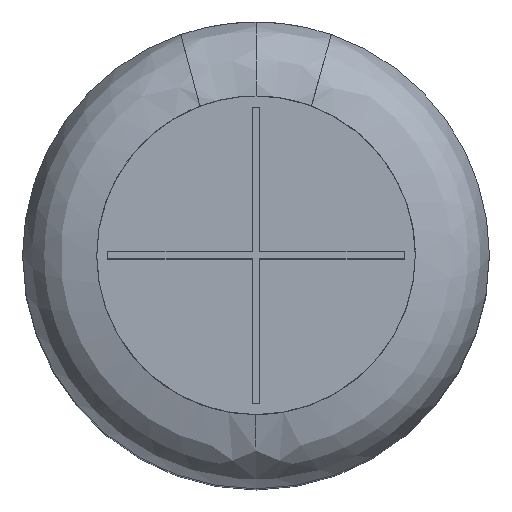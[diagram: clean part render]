
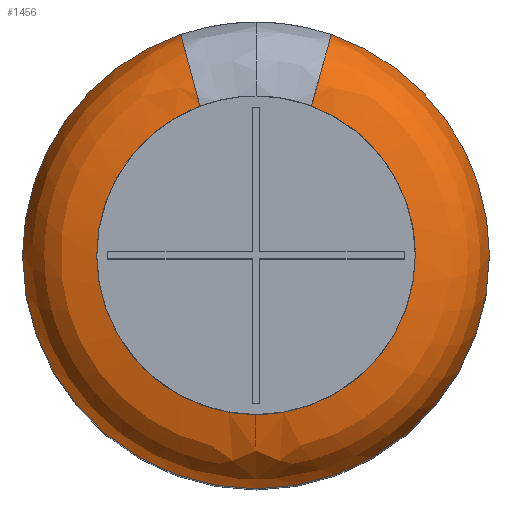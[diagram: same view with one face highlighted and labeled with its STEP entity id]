
A CAD part, top view. The second image highlights one B-rep face of the part: STEP entity #1456.
In plain terms, the highlighted free-form (B-spline) face has degree [3, 3] with [4, 7] control points.
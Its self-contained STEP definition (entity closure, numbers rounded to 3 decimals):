
#684 = VERTEX_POINT ( 'NONE', #3744 ) ;
#685 = EDGE_CURVE ( 'NONE', #684, #1068, #3738, .T. ) ;
#1056 = VERTEX_POINT ( 'NONE', #5193 ) ;
#1068 = VERTEX_POINT ( 'NONE', #5166 ) ;
#1102 = VERTEX_POINT ( 'NONE', #5282 ) ;
#1103 = EDGE_CURVE ( 'NONE', #1232, #1102, #5284, .T. ) ;
#1106 = EDGE_CURVE ( 'NONE', #1102, #1068, #5358, .T. ) ;
#1192 = EDGE_CURVE ( 'NONE', #1233, #1232, #5615, .T. ) ;
#1217 = EDGE_CURVE ( 'NONE', #1218, #684, #5789, .T. ) ;
#1218 = VERTEX_POINT ( 'NONE', #5779 ) ;
#1232 = VERTEX_POINT ( 'NONE', #5836 ) ;
#1233 = VERTEX_POINT ( 'NONE', #5855 ) ;
#1424 = ORIENTED_EDGE ( 'NONE', *, *, #1106, .T. ) ;
#1429 = ORIENTED_EDGE ( 'NONE', *, *, #1192, .T. ) ;
#1431 = EDGE_CURVE ( 'NONE', #1056, #1233, #6303, .T. ) ;
#1434 = ORIENTED_EDGE ( 'NONE', *, *, #1103, .T. ) ;
#1435 = ORIENTED_EDGE ( 'NONE', *, *, #1461, .F. ) ;
#1443 = EDGE_LOOP ( 'NONE', ( #1424, #1460, #1458, #1435, #1459, #1429, #1434 ) ) ;
#1456 = ADVANCED_FACE ( 'NONE', ( #6423 ), #6395, .T. ) ;
#1458 = ORIENTED_EDGE ( 'NONE', *, *, #1217, .F. ) ;
#1459 = ORIENTED_EDGE ( 'NONE', *, *, #1431, .T. ) ;
#1460 = ORIENTED_EDGE ( 'NONE', *, *, #685, .F. ) ;
#1461 = EDGE_CURVE ( 'NONE', #1056, #1218, #6490, .T. ) ;
#3715 = DIRECTION ( 'NONE',  ( 1., 0., 0. ) ) ;
#3716 = DIRECTION ( 'NONE',  ( 0., 0., -1. ) ) ;
#3717 = AXIS2_PLACEMENT_3D ( 'NONE', #3737, #3716, #3715 ) ;
#3737 = CARTESIAN_POINT ( 'NONE',  ( -102.183, -58.002, 4.5 ) ) ;
#3738 = CIRCLE ( 'NONE', #3717, 3.15 ) ;
#3744 = CARTESIAN_POINT ( 'NONE',  ( -105.333, -58.002, 4.5 ) ) ;
#5166 = CARTESIAN_POINT ( 'NONE',  ( -103.199, -55.02, 4.5 ) ) ;
#5193 = CARTESIAN_POINT ( 'NONE',  ( -101.166, -55.021, 4.5 ) ) ;
#5273 = DIRECTION ( 'NONE',  ( 0., 1., 0. ) ) ;
#5274 = DIRECTION ( 'NONE',  ( 0., 0., -1. ) ) ;
#5275 = CARTESIAN_POINT ( 'NONE',  ( -102.183, -58.002, 5.5 ) ) ;
#5282 = CARTESIAN_POINT ( 'NONE',  ( -102.94, -55.99, 5.5 ) ) ;
#5284 = CIRCLE ( 'NONE', #5377, 2.15 ) ;
#5350 = CARTESIAN_POINT ( 'NONE',  ( -103.199, -55.02, 4.5 ) ) ;
#5351 = CARTESIAN_POINT ( 'NONE',  ( -103.199, -55.02, 4.765 ) ) ;
#5352 = CARTESIAN_POINT ( 'NONE',  ( -103.171, -55.126, 5.024 ) ) ;
#5353 = CARTESIAN_POINT ( 'NONE',  ( -103.099, -55.394, 5.3 ) ) ;
#5354 = CARTESIAN_POINT ( 'NONE',  ( -103.07, -55.502, 5.374 ) ) ;
#5355 = CARTESIAN_POINT ( 'NONE',  ( -103.008, -55.736, 5.474 ) ) ;
#5356 = CARTESIAN_POINT ( 'NONE',  ( -102.974, -55.862, 5.5 ) ) ;
#5357 = CARTESIAN_POINT ( 'NONE',  ( -102.94, -55.99, 5.5 ) ) ;
#5358 = B_SPLINE_CURVE_WITH_KNOTS ( 'NONE', 3,
 ( #5357, #5356, #5355, #5354, #5353, #5352, #5351, #5350 ),
 .UNSPECIFIED., .F., .F.,
 ( 4, 2, 2, 4 ),
 ( 0., 0., 0.001, 0.002 ),
 .UNSPECIFIED. ) ;
#5377 = AXIS2_PLACEMENT_3D ( 'NONE', #5275, #5274, #5273 ) ;
#5610 = DIRECTION ( 'NONE',  ( 0., 1., 0. ) ) ;
#5611 = DIRECTION ( 'NONE',  ( 0., 0., -1. ) ) ;
#5612 = CARTESIAN_POINT ( 'NONE',  ( -102.183, -58.002, 5.5 ) ) ;
#5615 = CIRCLE ( 'NONE', #5620, 2.15 ) ;
#5620 = AXIS2_PLACEMENT_3D ( 'NONE', #5612, #5611, #5610 ) ;
#5770 = DIRECTION ( 'NONE',  ( 1., 0., 0. ) ) ;
#5771 = DIRECTION ( 'NONE',  ( 0., 0., -1. ) ) ;
#5772 = CARTESIAN_POINT ( 'NONE',  ( -102.183, -58.002, 4.5 ) ) ;
#5773 = AXIS2_PLACEMENT_3D ( 'NONE', #5772, #5771, #5770 ) ;
#5779 = CARTESIAN_POINT ( 'NONE',  ( -99.033, -58.002, 4.5 ) ) ;
#5789 = CIRCLE ( 'NONE', #5773, 3.15 ) ;
#5836 = CARTESIAN_POINT ( 'NONE',  ( -102.183, -60.152, 5.5 ) ) ;
#5855 = CARTESIAN_POINT ( 'NONE',  ( -101.434, -55.987, 5.5 ) ) ;
#6303 = B_SPLINE_CURVE_WITH_KNOTS ( 'NONE', 3,
 ( #6326, #6325, #6324, #6323, #6322, #6321, #6320, #6319 ),
 .UNSPECIFIED., .F., .F.,
 ( 4, 2, 2, 4 ),
 ( 0., 0., 0.001, 0.002 ),
 .UNSPECIFIED. ) ;
#6319 = CARTESIAN_POINT ( 'NONE',  ( -101.434, -55.987, 5.5 ) ) ;
#6320 = CARTESIAN_POINT ( 'NONE',  ( -101.363, -55.732, 5.5 ) ) ;
#6321 = CARTESIAN_POINT ( 'NONE',  ( -101.294, -55.482, 5.392 ) ) ;
#6322 = CARTESIAN_POINT ( 'NONE',  ( -101.22, -55.215, 5.115 ) ) ;
#6323 = CARTESIAN_POINT ( 'NONE',  ( -101.2, -55.143, 5.004 ) ) ;
#6324 = CARTESIAN_POINT ( 'NONE',  ( -101.173, -55.046, 4.762 ) ) ;
#6325 = CARTESIAN_POINT ( 'NONE',  ( -101.166, -55.021, 4.632 ) ) ;
#6326 = CARTESIAN_POINT ( 'NONE',  ( -101.166, -55.021, 4.5 ) ) ;
#6370 = CARTESIAN_POINT ( 'NONE',  ( -102.978, -55.384, 5.5 ) ) ;
#6371 = CARTESIAN_POINT ( 'NONE',  ( -106.981, -56.599, 5.5 ) ) ;
#6372 = CARTESIAN_POINT ( 'NONE',  ( -106.367, -60.737, 5.5 ) ) ;
#6373 = CARTESIAN_POINT ( 'NONE',  ( -102.184, -60.738, 5.5 ) ) ;
#6374 = CARTESIAN_POINT ( 'NONE',  ( -98., -60.738, 5.5 ) ) ;
#6375 = CARTESIAN_POINT ( 'NONE',  ( -97.385, -56.601, 5.5 ) ) ;
#6376 = CARTESIAN_POINT ( 'NONE',  ( -101.388, -55.384, 5.5 ) ) ;
#6377 = CARTESIAN_POINT ( 'NONE',  ( -103.098, -54.988, 5.086 ) ) ;
#6378 = CARTESIAN_POINT ( 'NONE',  ( -107.707, -56.387, 5.086 ) ) ;
#6379 = CARTESIAN_POINT ( 'NONE',  ( -107., -61.151, 5.086 ) ) ;
#6380 = CARTESIAN_POINT ( 'NONE',  ( -102.184, -61.152, 5.086 ) ) ;
#6381 = CARTESIAN_POINT ( 'NONE',  ( -97.367, -61.153, 5.086 ) ) ;
#6382 = CARTESIAN_POINT ( 'NONE',  ( -96.659, -56.388, 5.086 ) ) ;
#6383 = CARTESIAN_POINT ( 'NONE',  ( -101.268, -54.988, 5.086 ) ) ;
#6388 = DIRECTION ( 'NONE',  ( 1., 0., 0. ) ) ;
#6389 = DIRECTION ( 'NONE',  ( 0., 0., -1. ) ) ;
#6395 =( BOUNDED_SURFACE ( )  B_SPLINE_SURFACE ( 3, 3, ( 
 ( #6501, #6500, #6499, #6498, #6497, #6496, #6495 ),
 ( #6383, #6382, #6381, #6380, #6379, #6378, #6377 ),
 ( #6376, #6375, #6374, #6373, #6372, #6371, #6370 ),
 ( #6489, #6488, #6487, #6486, #6485, #6484, #6483 ) ),
 .UNSPECIFIED., .F., .F., .F. ) 
 B_SPLINE_SURFACE_WITH_KNOTS ( ( 4, 4 ),
 ( 4, 3, 4 ),
 ( 0., 1. ),
 ( 0., 0.5, 1. ),
 .UNSPECIFIED. ) 
 GEOMETRIC_REPRESENTATION_ITEM ( )  RATIONAL_B_SPLINE_SURFACE ( (
 ( 1., 0.431, 0.431, 1., 0.431, 0.431, 1.),
 ( 0.805, 0.347, 0.347, 0.805, 0.347, 0.347, 0.805),
 ( 0.805, 0.347, 0.347, 0.805, 0.347, 0.347, 0.805),
 ( 1., 0.431, 0.431, 1., 0.431, 0.431, 1.) ) ) 
 REPRESENTATION_ITEM ( '' )  SURFACE ( )  );
#6396 = CARTESIAN_POINT ( 'NONE',  ( -102.183, -58.002, 4.5 ) ) ;
#6423 = FACE_OUTER_BOUND ( 'NONE', #1443, .T. ) ;
#6436 = AXIS2_PLACEMENT_3D ( 'NONE', #6396, #6389, #6388 ) ;
#6483 = CARTESIAN_POINT ( 'NONE',  ( -102.808, -55.945, 5.5 ) ) ;
#6484 = CARTESIAN_POINT ( 'NONE',  ( -105.954, -56.9, 5.5 ) ) ;
#6485 = CARTESIAN_POINT ( 'NONE',  ( -105.471, -60.152, 5.5 ) ) ;
#6486 = CARTESIAN_POINT ( 'NONE',  ( -102.184, -60.152, 5.5 ) ) ;
#6487 = CARTESIAN_POINT ( 'NONE',  ( -98.896, -60.153, 5.5 ) ) ;
#6488 = CARTESIAN_POINT ( 'NONE',  ( -98.413, -56.901, 5.5 ) ) ;
#6489 = CARTESIAN_POINT ( 'NONE',  ( -101.558, -55.945, 5.5 ) ) ;
#6490 = CIRCLE ( 'NONE', #6436, 3.15 ) ;
#6495 = CARTESIAN_POINT ( 'NONE',  ( -103.098, -54.988, 4.5 ) ) ;
#6496 = CARTESIAN_POINT ( 'NONE',  ( -107.707, -56.387, 4.5 ) ) ;
#6497 = CARTESIAN_POINT ( 'NONE',  ( -107., -61.151, 4.5 ) ) ;
#6498 = CARTESIAN_POINT ( 'NONE',  ( -102.184, -61.152, 4.5 ) ) ;
#6499 = CARTESIAN_POINT ( 'NONE',  ( -97.367, -61.153, 4.5 ) ) ;
#6500 = CARTESIAN_POINT ( 'NONE',  ( -96.659, -56.388, 4.5 ) ) ;
#6501 = CARTESIAN_POINT ( 'NONE',  ( -101.268, -54.988, 4.5 ) ) ;
